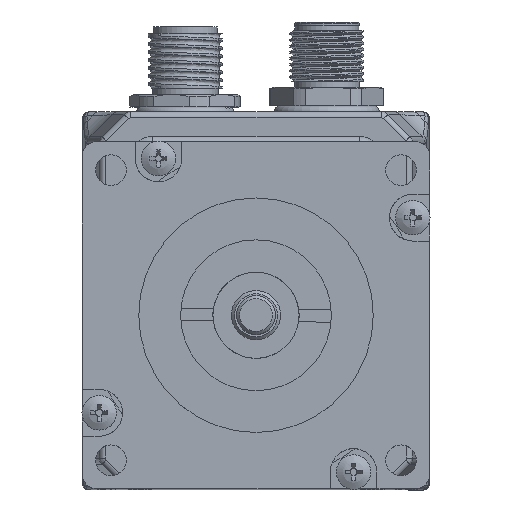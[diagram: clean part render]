
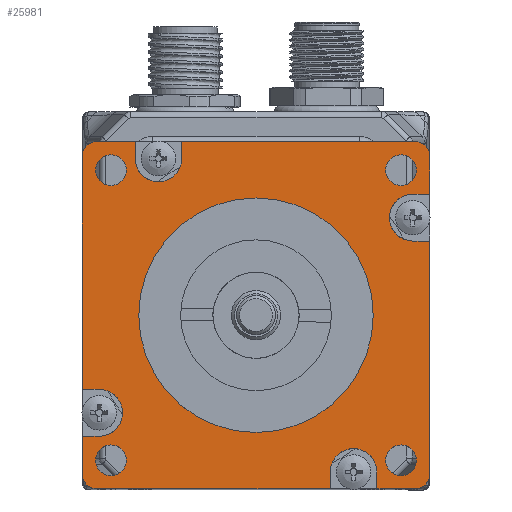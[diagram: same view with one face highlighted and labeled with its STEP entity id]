
A CAD part, top view. The second image highlights one B-rep face of the part: STEP entity #25981.
In plain terms, the highlighted planar face has unit normal (0, 0, 1).
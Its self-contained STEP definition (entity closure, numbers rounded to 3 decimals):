
#1762=LINE('',#40149,#4149);
#1766=LINE('',#40156,#4153);
#1779=LINE('',#40192,#4166);
#1781=LINE('',#40196,#4168);
#1783=LINE('',#40200,#4170);
#1785=LINE('',#40203,#4172);
#1786=LINE('',#40205,#4173);
#1787=LINE('',#40206,#4174);
#1788=LINE('',#40208,#4175);
#1789=LINE('',#40210,#4176);
#1790=LINE('',#40213,#4177);
#1791=LINE('',#40215,#4178);
#1792=LINE('',#40217,#4179);
#1793=LINE('',#40220,#4180);
#1794=LINE('',#40222,#4181);
#1795=LINE('',#40223,#4182);
#4149=VECTOR('',#32615,10.);
#4153=VECTOR('',#32619,10.);
#4166=VECTOR('',#32654,10.);
#4168=VECTOR('',#32658,10.);
#4170=VECTOR('',#32662,10.);
#4172=VECTOR('',#32666,10.);
#4173=VECTOR('',#32669,10.);
#4174=VECTOR('',#32670,10.);
#4175=VECTOR('',#32671,10.);
#4176=VECTOR('',#32672,10.);
#4177=VECTOR('',#32675,10.);
#4178=VECTOR('',#32676,10.);
#4179=VECTOR('',#32677,10.);
#4180=VECTOR('',#32680,10.);
#4181=VECTOR('',#32681,10.);
#4182=VECTOR('',#32682,10.);
#5657=FACE_BOUND('',#7879,.T.);
#5658=FACE_BOUND('',#7880,.T.);
#5659=FACE_BOUND('',#7881,.T.);
#5660=FACE_BOUND('',#7882,.T.);
#5661=FACE_BOUND('',#7883,.T.);
#6419=FACE_OUTER_BOUND('',#7878,.T.);
#7878=EDGE_LOOP('',(#19241,#19242,#19243,#19244,#19245,#19246,#19247,#19248,
#19249,#19250,#19251,#19252,#19253,#19254,#19255,#19256,#19257,#19258,#19259,
#19260,#19261,#19262,#19263,#19264));
#7879=EDGE_LOOP('',(#19265));
#7880=EDGE_LOOP('',(#19266));
#7881=EDGE_LOOP('',(#19267));
#7882=EDGE_LOOP('',(#19268));
#7883=EDGE_LOOP('',(#19269));
#9086=CIRCLE('',#27762,3.8);
#9089=CIRCLE('',#27766,3.8);
#9092=CIRCLE('',#27770,3.8);
#9095=CIRCLE('',#27774,3.8);
#9117=CIRCLE('',#27801,2.3);
#9118=CIRCLE('',#27804,2.3);
#9123=CIRCLE('',#27818,2.3);
#9124=CIRCLE('',#27819,2.3);
#9125=CIRCLE('',#27820,19.05);
#9126=CIRCLE('',#27821,2.5);
#9127=CIRCLE('',#27822,2.5);
#9128=CIRCLE('',#27823,2.5);
#9129=CIRCLE('',#27824,2.5);
#10843=VERTEX_POINT('',#40021);
#10844=VERTEX_POINT('',#40023);
#10847=VERTEX_POINT('',#40031);
#10848=VERTEX_POINT('',#40033);
#10851=VERTEX_POINT('',#40041);
#10852=VERTEX_POINT('',#40043);
#10855=VERTEX_POINT('',#40051);
#10856=VERTEX_POINT('',#40053);
#10894=VERTEX_POINT('',#40135);
#10895=VERTEX_POINT('',#40137);
#10898=VERTEX_POINT('',#40146);
#10899=VERTEX_POINT('',#40148);
#10902=VERTEX_POINT('',#40154);
#10903=VERTEX_POINT('',#40158);
#10914=VERTEX_POINT('',#40191);
#10915=VERTEX_POINT('',#40195);
#10916=VERTEX_POINT('',#40199);
#10917=VERTEX_POINT('',#40207);
#10918=VERTEX_POINT('',#40209);
#10919=VERTEX_POINT('',#40211);
#10920=VERTEX_POINT('',#40214);
#10921=VERTEX_POINT('',#40216);
#10922=VERTEX_POINT('',#40218);
#10923=VERTEX_POINT('',#40221);
#10924=VERTEX_POINT('',#40224);
#10925=VERTEX_POINT('',#40226);
#10926=VERTEX_POINT('',#40228);
#10927=VERTEX_POINT('',#40230);
#10928=VERTEX_POINT('',#40232);
#13797=EDGE_CURVE('',#10844,#10843,#9086,.T.);
#13802=EDGE_CURVE('',#10848,#10847,#9089,.T.);
#13807=EDGE_CURVE('',#10852,#10851,#9092,.T.);
#13812=EDGE_CURVE('',#10856,#10855,#9095,.T.);
#13852=EDGE_CURVE('',#10895,#10894,#9117,.T.);
#13858=EDGE_CURVE('',#10899,#10898,#1762,.T.);
#13862=EDGE_CURVE('',#10894,#10902,#1766,.T.);
#13864=EDGE_CURVE('',#10898,#10903,#9118,.T.);
#13880=EDGE_CURVE('',#10914,#10844,#1779,.T.);
#13882=EDGE_CURVE('',#10915,#10848,#1781,.T.);
#13884=EDGE_CURVE('',#10916,#10852,#1783,.T.);
#13886=EDGE_CURVE('',#10902,#10856,#1785,.T.);
#13887=EDGE_CURVE('',#10855,#10899,#1786,.T.);
#13888=EDGE_CURVE('',#10903,#10915,#1787,.T.);
#13889=EDGE_CURVE('',#10847,#10917,#1788,.T.);
#13890=EDGE_CURVE('',#10917,#10918,#1789,.T.);
#13891=EDGE_CURVE('',#10918,#10919,#9123,.T.);
#13892=EDGE_CURVE('',#10919,#10914,#1790,.T.);
#13893=EDGE_CURVE('',#10843,#10920,#1791,.T.);
#13894=EDGE_CURVE('',#10920,#10921,#1792,.T.);
#13895=EDGE_CURVE('',#10921,#10922,#9124,.T.);
#13896=EDGE_CURVE('',#10922,#10916,#1793,.T.);
#13897=EDGE_CURVE('',#10851,#10923,#1794,.T.);
#13898=EDGE_CURVE('',#10923,#10895,#1795,.T.);
#13899=EDGE_CURVE('',#10924,#10924,#9125,.T.);
#13900=EDGE_CURVE('',#10925,#10925,#9126,.T.);
#13901=EDGE_CURVE('',#10926,#10926,#9127,.T.);
#13902=EDGE_CURVE('',#10927,#10927,#9128,.T.);
#13903=EDGE_CURVE('',#10928,#10928,#9129,.T.);
#19241=ORIENTED_EDGE('',*,*,#13862,.T.);
#19242=ORIENTED_EDGE('',*,*,#13886,.T.);
#19243=ORIENTED_EDGE('',*,*,#13812,.T.);
#19244=ORIENTED_EDGE('',*,*,#13887,.T.);
#19245=ORIENTED_EDGE('',*,*,#13858,.T.);
#19246=ORIENTED_EDGE('',*,*,#13864,.T.);
#19247=ORIENTED_EDGE('',*,*,#13888,.T.);
#19248=ORIENTED_EDGE('',*,*,#13882,.T.);
#19249=ORIENTED_EDGE('',*,*,#13802,.T.);
#19250=ORIENTED_EDGE('',*,*,#13889,.T.);
#19251=ORIENTED_EDGE('',*,*,#13890,.T.);
#19252=ORIENTED_EDGE('',*,*,#13891,.T.);
#19253=ORIENTED_EDGE('',*,*,#13892,.T.);
#19254=ORIENTED_EDGE('',*,*,#13880,.T.);
#19255=ORIENTED_EDGE('',*,*,#13797,.T.);
#19256=ORIENTED_EDGE('',*,*,#13893,.T.);
#19257=ORIENTED_EDGE('',*,*,#13894,.T.);
#19258=ORIENTED_EDGE('',*,*,#13895,.T.);
#19259=ORIENTED_EDGE('',*,*,#13896,.T.);
#19260=ORIENTED_EDGE('',*,*,#13884,.T.);
#19261=ORIENTED_EDGE('',*,*,#13807,.T.);
#19262=ORIENTED_EDGE('',*,*,#13897,.T.);
#19263=ORIENTED_EDGE('',*,*,#13898,.T.);
#19264=ORIENTED_EDGE('',*,*,#13852,.T.);
#19265=ORIENTED_EDGE('',*,*,#13899,.F.);
#19266=ORIENTED_EDGE('',*,*,#13900,.T.);
#19267=ORIENTED_EDGE('',*,*,#13901,.T.);
#19268=ORIENTED_EDGE('',*,*,#13902,.T.);
#19269=ORIENTED_EDGE('',*,*,#13903,.T.);
#23589=PLANE('',#27817);
#25981=ADVANCED_FACE('',(#6419,#5657,#5658,#5659,#5660,#5661),#23589,.T.);
#27762=AXIS2_PLACEMENT_3D('',#40024,#32504,#32505);
#27766=AXIS2_PLACEMENT_3D('',#40034,#32514,#32515);
#27770=AXIS2_PLACEMENT_3D('',#40044,#32524,#32525);
#27774=AXIS2_PLACEMENT_3D('',#40054,#32534,#32535);
#27801=AXIS2_PLACEMENT_3D('',#40138,#32606,#32607);
#27804=AXIS2_PLACEMENT_3D('',#40160,#32623,#32624);
#27817=AXIS2_PLACEMENT_3D('',#40204,#32667,#32668);
#27818=AXIS2_PLACEMENT_3D('',#40212,#32673,#32674);
#27819=AXIS2_PLACEMENT_3D('',#40219,#32678,#32679);
#27820=AXIS2_PLACEMENT_3D('',#40225,#32683,#32684);
#27821=AXIS2_PLACEMENT_3D('',#40227,#32685,#32686);
#27822=AXIS2_PLACEMENT_3D('',#40229,#32687,#32688);
#27823=AXIS2_PLACEMENT_3D('',#40231,#32689,#32690);
#27824=AXIS2_PLACEMENT_3D('',#40233,#32691,#32692);
#32504=DIRECTION('center_axis',(0.,0.,-1.));
#32505=DIRECTION('ref_axis',(0.,1.,0.));
#32514=DIRECTION('center_axis',(0.,0.,-1.));
#32515=DIRECTION('ref_axis',(1.,0.,0.));
#32524=DIRECTION('center_axis',(0.,0.,-1.));
#32525=DIRECTION('ref_axis',(-1.,0.,0.));
#32534=DIRECTION('center_axis',(0.,0.,-1.));
#32535=DIRECTION('ref_axis',(0.,-1.,0.));
#32606=DIRECTION('center_axis',(0.,0.,1.));
#32607=DIRECTION('ref_axis',(0.,-1.,0.));
#32615=DIRECTION('',(0.,1.,0.));
#32619=DIRECTION('',(0.,1.,0.));
#32623=DIRECTION('center_axis',(0.,0.,1.));
#32624=DIRECTION('ref_axis',(1.,0.,0.));
#32654=DIRECTION('',(1.,0.,0.));
#32658=DIRECTION('',(0.,-1.,0.));
#32662=DIRECTION('',(0.,1.,0.));
#32666=DIRECTION('',(-1.,0.,0.));
#32667=DIRECTION('center_axis',(0.,0.,1.));
#32668=DIRECTION('ref_axis',(1.,0.,0.));
#32669=DIRECTION('',(1.,0.,0.));
#32670=DIRECTION('',(-1.,0.,0.));
#32671=DIRECTION('',(0.,1.,0.));
#32672=DIRECTION('',(-1.,0.,0.));
#32673=DIRECTION('center_axis',(0.,0.,1.));
#32674=DIRECTION('ref_axis',(0.,1.,0.));
#32675=DIRECTION('',(0.,-1.,0.));
#32676=DIRECTION('',(-1.,0.,0.));
#32677=DIRECTION('',(0.,-1.,0.));
#32678=DIRECTION('center_axis',(0.,0.,1.));
#32679=DIRECTION('ref_axis',(-1.,0.,0.));
#32680=DIRECTION('',(1.,0.,0.));
#32681=DIRECTION('',(0.,-1.,0.));
#32682=DIRECTION('',(1.,0.,0.));
#32683=DIRECTION('center_axis',(0.,0.,1.));
#32684=DIRECTION('ref_axis',(1.,0.,0.));
#32685=DIRECTION('center_axis',(0.,0.,-1.));
#32686=DIRECTION('ref_axis',(-1.,0.,0.));
#32687=DIRECTION('center_axis',(0.,0.,-1.));
#32688=DIRECTION('ref_axis',(-1.,0.,0.));
#32689=DIRECTION('center_axis',(0.,0.,-1.));
#32690=DIRECTION('ref_axis',(-1.,0.,0.));
#32691=DIRECTION('center_axis',(0.,0.,-1.));
#32692=DIRECTION('ref_axis',(-1.,0.,0.));
#40021=CARTESIAN_POINT('',(-25.469,-19.653,13.1));
#40023=CARTESIAN_POINT('',(-25.469,-12.053,13.1));
#40024=CARTESIAN_POINT('Origin',(-25.469,-15.853,13.1));
#40031=CARTESIAN_POINT('',(-19.653,25.469,13.1));
#40033=CARTESIAN_POINT('',(-12.053,25.469,13.1));
#40034=CARTESIAN_POINT('Origin',(-15.853,25.469,13.1));
#40041=CARTESIAN_POINT('',(19.653,-25.469,13.1));
#40043=CARTESIAN_POINT('',(12.053,-25.469,13.1));
#40044=CARTESIAN_POINT('Origin',(15.853,-25.469,13.1));
#40051=CARTESIAN_POINT('',(25.469,19.653,13.1));
#40053=CARTESIAN_POINT('',(25.469,12.053,13.1));
#40054=CARTESIAN_POINT('Origin',(25.469,15.853,13.1));
#40135=CARTESIAN_POINT('',(28.2,-25.9,13.1));
#40137=CARTESIAN_POINT('',(25.9,-28.2,13.1));
#40138=CARTESIAN_POINT('Origin',(25.9,-25.9,13.1));
#40146=CARTESIAN_POINT('',(28.2,25.9,13.1));
#40148=CARTESIAN_POINT('',(28.2,19.653,13.1));
#40149=CARTESIAN_POINT('',(28.2,19.653,13.1));
#40154=CARTESIAN_POINT('',(28.2,12.053,13.1));
#40156=CARTESIAN_POINT('',(28.2,-25.9,13.1));
#40158=CARTESIAN_POINT('',(25.9,28.2,13.1));
#40160=CARTESIAN_POINT('Origin',(25.9,25.9,13.1));
#40191=CARTESIAN_POINT('',(-28.2,-12.053,13.1));
#40192=CARTESIAN_POINT('',(-28.2,-12.053,13.1));
#40195=CARTESIAN_POINT('',(-12.053,28.2,13.1));
#40196=CARTESIAN_POINT('',(-12.053,28.2,13.1));
#40199=CARTESIAN_POINT('',(12.053,-28.2,13.1));
#40200=CARTESIAN_POINT('',(12.053,-28.2,13.1));
#40203=CARTESIAN_POINT('',(28.2,12.053,13.1));
#40204=CARTESIAN_POINT('Origin',(0.,0.,
13.1));
#40205=CARTESIAN_POINT('',(25.469,19.653,13.1));
#40206=CARTESIAN_POINT('',(25.9,28.2,13.1));
#40207=CARTESIAN_POINT('',(-19.653,28.2,13.1));
#40208=CARTESIAN_POINT('',(-19.653,25.469,13.1));
#40209=CARTESIAN_POINT('',(-25.9,28.2,13.1));
#40210=CARTESIAN_POINT('',(-19.653,28.2,13.1));
#40211=CARTESIAN_POINT('',(-28.2,25.9,13.1));
#40212=CARTESIAN_POINT('Origin',(-25.9,25.9,13.1));
#40213=CARTESIAN_POINT('',(-28.2,25.9,13.1));
#40214=CARTESIAN_POINT('',(-28.2,-19.653,13.1));
#40215=CARTESIAN_POINT('',(-25.469,-19.653,13.1));
#40216=CARTESIAN_POINT('',(-28.2,-25.9,13.1));
#40217=CARTESIAN_POINT('',(-28.2,-19.653,13.1));
#40218=CARTESIAN_POINT('',(-25.9,-28.2,13.1));
#40219=CARTESIAN_POINT('Origin',(-25.9,-25.9,13.1));
#40220=CARTESIAN_POINT('',(-25.9,-28.2,13.1));
#40221=CARTESIAN_POINT('',(19.653,-28.2,13.1));
#40222=CARTESIAN_POINT('',(19.653,-25.469,13.1));
#40223=CARTESIAN_POINT('',(19.653,-28.2,13.1));
#40224=CARTESIAN_POINT('',(-19.05,0.,13.1));
#40225=CARTESIAN_POINT('Origin',(0.,0.,
13.1));
#40226=CARTESIAN_POINT('',(21.07,23.57,13.1));
#40227=CARTESIAN_POINT('Origin',(23.57,23.57,13.1));
#40228=CARTESIAN_POINT('',(-26.07,-23.57,13.1));
#40229=CARTESIAN_POINT('Origin',(-23.57,-23.57,13.1));
#40230=CARTESIAN_POINT('',(-26.07,23.57,13.1));
#40231=CARTESIAN_POINT('Origin',(-23.57,23.57,13.1));
#40232=CARTESIAN_POINT('',(21.07,-23.57,13.1));
#40233=CARTESIAN_POINT('Origin',(23.57,-23.57,13.1));
